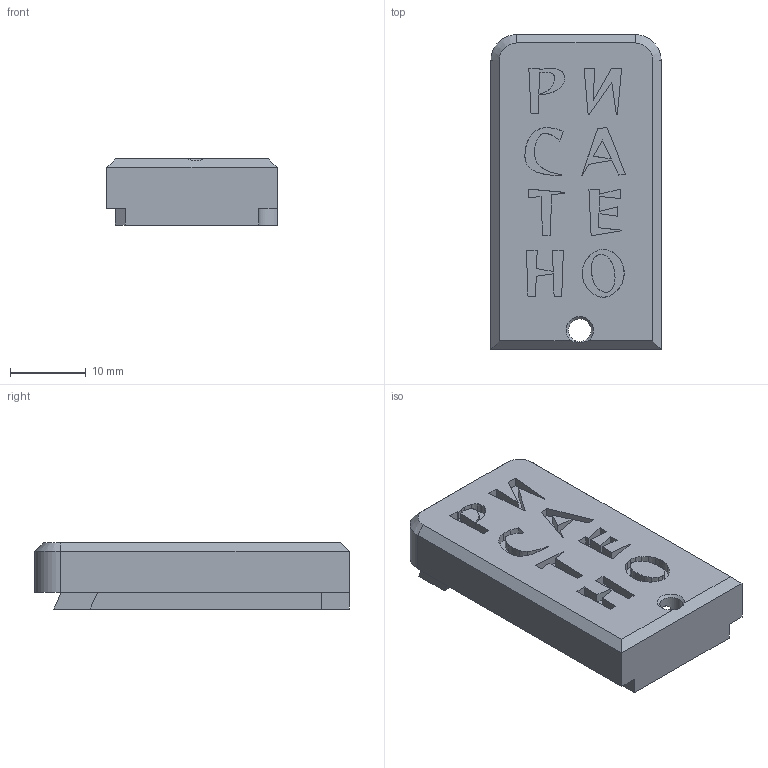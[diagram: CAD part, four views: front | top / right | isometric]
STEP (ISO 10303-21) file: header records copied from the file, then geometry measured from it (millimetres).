
FILE_DESCRIPTION(('FreeCAD Model'),'2;1');
FILE_NAME('Open CASCADE Shape Model','2025-05-20T22:32:34',(''),(''), 'Open CASCADE STEP processor 7.8','FreeCAD','Unknown');
FILE_SCHEMA(('AUTOMOTIVE_DESIGN { 1 0 10303 214 1 1 1 1 }'));
Length unit declared in the file: millimetre
Products named in the file (1): top-cover-right-PNCATEHO
Bounding box: 22.4 x 41.4 x 8.7 mm (x, y, z)
Volume: 2628.7 mm3; surface area: 3665.7 mm2
Topology: 1 solids, 1 shells, 208 faces, 580 edges, 383 vertices
Faces by surface type: plane 118, extrusion 68, cylinder 13, cone 9
Full cylindrical faces by diameter (mm): 3 x1
Entity records: 7123 total; most frequent: CARTESIAN_POINT 1981, ORIENTED_EDGE 1160, DIRECTION 840, EDGE_CURVE 580, VECTOR 454, LINE 386, VERTEX_POINT 383, FACE_BOUND 221
